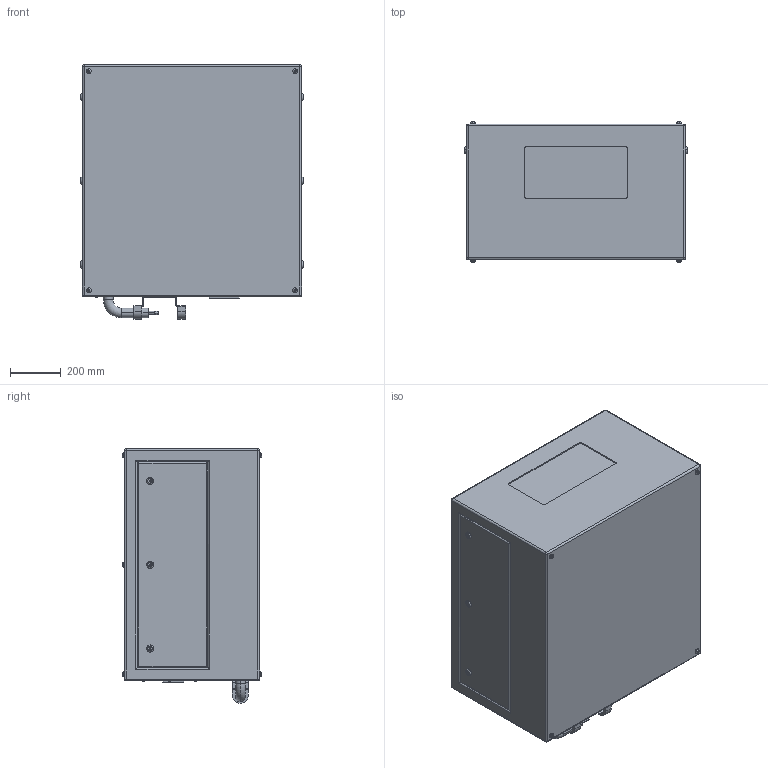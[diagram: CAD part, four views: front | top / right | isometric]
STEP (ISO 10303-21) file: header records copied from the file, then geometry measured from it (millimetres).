
FILE_DESCRIPTION (( 'STEP AP214' ), '1' );
FILE_NAME ('59.125.L R01.STEP', '2022-08-02T15:22:09', ( '' ), ( '' ), 'SwSTEP 2.0', 'SolidWorks 2020', '' );
FILE_SCHEMA (( 'AUTOMOTIVE_DESIGN' ));
Length unit declared in the file: inch
Products named in the file (1): 59.125.L R01
Bounding box: 876.3 x 550.67 x 1003.3 mm (x, y, z)
Volume: 420695602.6 mm3; surface area: 3786147.9 mm2
Topology: 2 solids, 8 shells, 495 faces, 1131 edges, 716 vertices
Faces by surface type: plane 271, cylinder 170, torus 46, sphere 8
Entity records: 18572 total; most frequent: DIRECTION 2511, CARTESIAN_POINT 2383, ORIENTED_EDGE 2246, EDGE_CURVE 1123, AXIS2_PLACEMENT_3D 908, VERTEX_POINT 716, LINE 695, VECTOR 695
